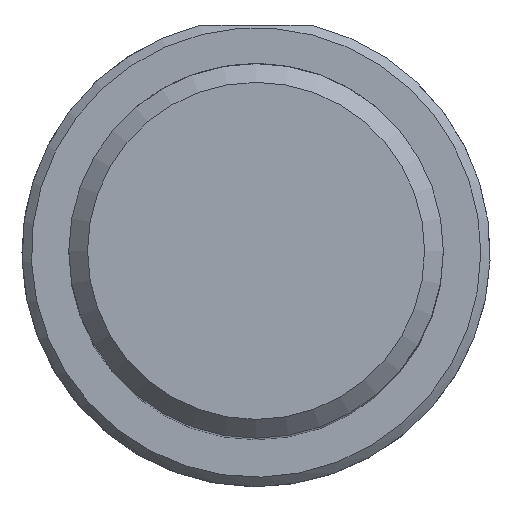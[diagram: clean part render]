
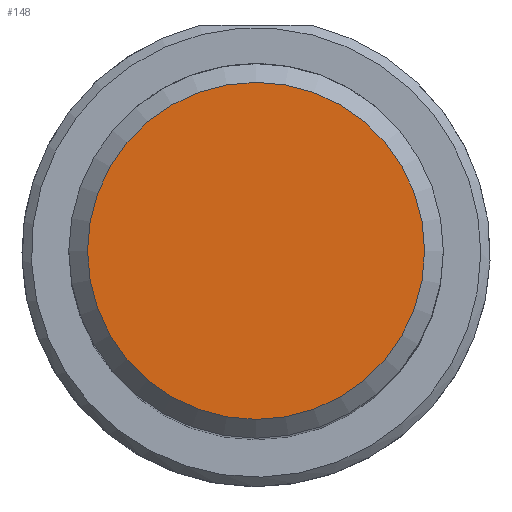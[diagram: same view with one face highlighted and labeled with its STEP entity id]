
A CAD part, top view. The second image highlights one B-rep face of the part: STEP entity #148.
In plain terms, the highlighted planar face has unit normal (0, 0, 1).
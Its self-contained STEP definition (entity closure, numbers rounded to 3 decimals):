
#101=PLANE('',#399);
#113=FACE_OUTER_BOUND('',#205,.T.);
#148=ADVANCED_FACE('CU_CY_SU_2',(#113),#101,.T.);
#205=EDGE_LOOP('',(#250));
#250=ORIENTED_EDGE('',*,*,#305,.T.);
#281=VERTEX_POINT('',#610);
#305=EDGE_CURVE('',#281,#281,#319,.T.);
#319=CIRCLE('',#397,9.);
#397=AXIS2_PLACEMENT_3D('',#609,#465,#466);
#399=AXIS2_PLACEMENT_3D('',#612,#469,#470);
#465=DIRECTION('',(0.,0.,1.));
#466=DIRECTION('',(1.,0.,0.));
#469=DIRECTION('',(0.,0.,1.));
#470=DIRECTION('',(1.,0.,0.));
#609=CARTESIAN_POINT('',(0.,0.,50.));
#610=CARTESIAN_POINT('',(9.,0.,50.));
#612=CARTESIAN_POINT('',(0.,0.,50.));
